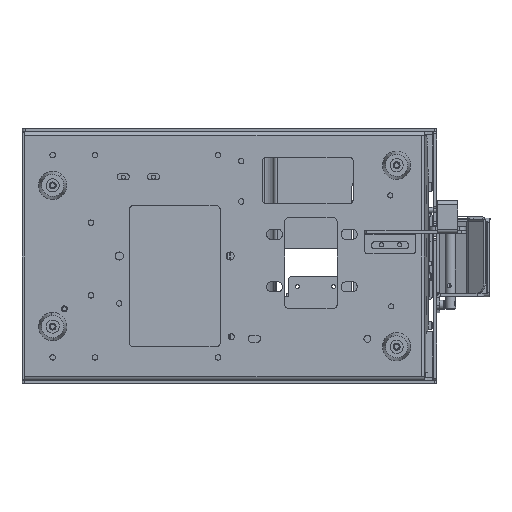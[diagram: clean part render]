
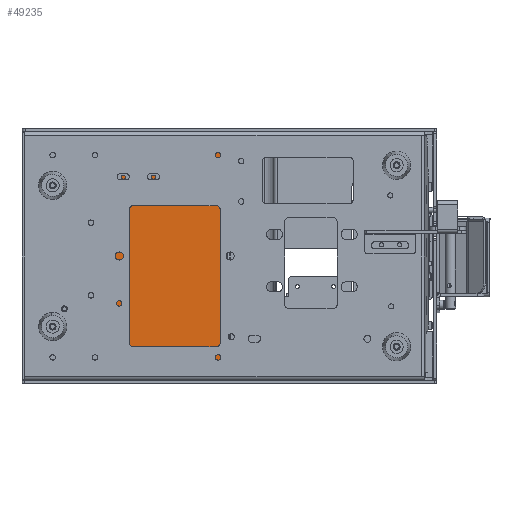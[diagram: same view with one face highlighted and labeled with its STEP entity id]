
A CAD part, left-side view. The second image highlights one B-rep face of the part: STEP entity #49235.
In plain terms, the highlighted planar face has unit normal (1, 0, 0).
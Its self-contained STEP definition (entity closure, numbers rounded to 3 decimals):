
#475 = ORIENTED_EDGE ( 'NONE', *, *, #16999, .F. ) ;
#550 = DIRECTION ( 'NONE',  ( 0., 0., -1. ) ) ;
#2524 = EDGE_LOOP ( 'NONE', ( #27344, #23919 ) ) ;
#2602 = FACE_BOUND ( 'NONE', #2524, .T. ) ;
#2912 = DIRECTION ( 'NONE',  ( 0., 1., 0. ) ) ;
#2975 = ORIENTED_EDGE ( 'NONE', *, *, #42612, .F. ) ;
#3107 = VERTEX_POINT ( 'NONE', #39663 ) ;
#3242 = CARTESIAN_POINT ( 'NONE',  ( 646.859, 694.284, -1415.392 ) ) ;
#3914 = CARTESIAN_POINT ( 'NONE',  ( 646.859, 749.784, -1534.192 ) ) ;
#4114 = EDGE_CURVE ( 'NONE', #34854, #44184, #52554, .T. ) ;
#4781 = CARTESIAN_POINT ( 'NONE',  ( 646.859, 692.284, -1414.792 ) ) ;
#6515 = EDGE_LOOP ( 'NONE', ( #44192, #39889, #2975, #49403, #475, #18567, #36181, #16926 ) ) ;
#7313 = VERTEX_POINT ( 'NONE', #20733 ) ;
#7440 = DIRECTION ( 'NONE',  ( 0., 1., 0. ) ) ;
#7807 = CIRCLE ( 'NONE', #50657, 2. ) ;
#7873 = EDGE_CURVE ( 'NONE', #34854, #32146, #43776, .T. ) ;
#8093 = DIRECTION ( 'NONE',  ( 0., 1., 0. ) ) ;
#10075 = AXIS2_PLACEMENT_3D ( 'NONE', #16463, #45473, #20663 ) ;
#13066 = LINE ( 'NONE', #48586, #33819 ) ;
#13080 = CARTESIAN_POINT ( 'NONE',  ( 646.859, 751.784, -1414.792 ) ) ;
#14423 = CIRCLE ( 'NONE', #51785, 2. ) ;
#14491 = PLANE ( 'NONE',  #17619 ) ;
#15606 = VECTOR ( 'NONE', #550, 1000. ) ;
#15982 = CARTESIAN_POINT ( 'NONE',  ( 646.859, 749.784, -1415.392 ) ) ;
#16463 = CARTESIAN_POINT ( 'NONE',  ( 646.859, 707.034, -1429.792 ) ) ;
#16926 = ORIENTED_EDGE ( 'NONE', *, *, #4114, .T. ) ;
#16999 = EDGE_CURVE ( 'NONE', #7313, #44824, #26628, .T. ) ;
#17619 = AXIS2_PLACEMENT_3D ( 'NONE', #43652, #22994, #52013 ) ;
#18567 = ORIENTED_EDGE ( 'NONE', *, *, #19218, .T. ) ;
#19218 = EDGE_CURVE ( 'NONE', #7313, #32146, #19243, .T. ) ;
#19243 = CIRCLE ( 'NONE', #44974, 2. ) ;
#20051 = CARTESIAN_POINT ( 'NONE',  ( 646.859, 751.784, -1534.192 ) ) ;
#20157 = DIRECTION ( 'NONE',  ( 0., 1., 0. ) ) ;
#20663 = DIRECTION ( 'NONE',  ( 0., -1., 0. ) ) ;
#20733 = CARTESIAN_POINT ( 'NONE',  ( 646.859, 751.784, -1415.392 ) ) ;
#20891 = EDGE_CURVE ( 'NONE', #27189, #22394, #52648, .T. ) ;
#21656 = EDGE_CURVE ( 'NONE', #53714, #44466, #7807, .T. ) ;
#22394 = VERTEX_POINT ( 'NONE', #24596 ) ;
#22994 = DIRECTION ( 'NONE',  ( -1., 0., 0. ) ) ;
#23018 = EDGE_CURVE ( 'NONE', #22394, #27189, #36923, .T. ) ;
#23919 = ORIENTED_EDGE ( 'NONE', *, *, #23018, .F. ) ;
#24409 = DIRECTION ( 'NONE',  ( 1., 0., 0. ) ) ;
#24596 = CARTESIAN_POINT ( 'NONE',  ( 646.859, 715.534, -1429.792 ) ) ;
#26628 = LINE ( 'NONE', #13080, #15606 ) ;
#27189 = VERTEX_POINT ( 'NONE', #30131 ) ;
#27344 = ORIENTED_EDGE ( 'NONE', *, *, #20891, .F. ) ;
#27638 = VECTOR ( 'NONE', #46466, 1000. ) ;
#27723 = DIRECTION ( 'NONE',  ( 1., 0., 0. ) ) ;
#30131 = CARTESIAN_POINT ( 'NONE',  ( 646.859, 698.534, -1429.792 ) ) ;
#32146 = VERTEX_POINT ( 'NONE', #46454 ) ;
#32236 = DIRECTION ( 'NONE',  ( 0., -1., 0. ) ) ;
#32251 = DIRECTION ( 'NONE',  ( 1., 0., 0. ) ) ;
#32452 = EDGE_CURVE ( 'NONE', #53714, #44184, #37394, .T. ) ;
#32761 = VECTOR ( 'NONE', #45846, 1000. ) ;
#32904 = DIRECTION ( 'NONE',  ( 1., 0., 0. ) ) ;
#33341 = CARTESIAN_POINT ( 'NONE',  ( 646.859, 692.034, -1413.392 ) ) ;
#33819 = VECTOR ( 'NONE', #32236, 1000. ) ;
#34854 = VERTEX_POINT ( 'NONE', #49527 ) ;
#35700 = FACE_OUTER_BOUND ( 'NONE', #6515, .T. ) ;
#36181 = ORIENTED_EDGE ( 'NONE', *, *, #7873, .F. ) ;
#36923 = CIRCLE ( 'NONE', #10075, 8.5 ) ;
#37394 = LINE ( 'NONE', #4781, #27638 ) ;
#38281 = AXIS2_PLACEMENT_3D ( 'NONE', #3242, #32251, #7440 ) ;
#38783 = AXIS2_PLACEMENT_3D ( 'NONE', #49272, #24409, #53418 ) ;
#39663 = CARTESIAN_POINT ( 'NONE',  ( 646.859, 749.784, -1536.192 ) ) ;
#39889 = ORIENTED_EDGE ( 'NONE', *, *, #21656, .T. ) ;
#40401 = CARTESIAN_POINT ( 'NONE',  ( 646.859, 692.284, -1534.192 ) ) ;
#42053 = EDGE_CURVE ( 'NONE', #3107, #44824, #14423, .T. ) ;
#42612 = EDGE_CURVE ( 'NONE', #3107, #44466, #13066, .T. ) ;
#43652 = CARTESIAN_POINT ( 'NONE',  ( 646.859, 752.034, -1534.792 ) ) ;
#43776 = LINE ( 'NONE', #33341, #32761 ) ;
#44184 = VERTEX_POINT ( 'NONE', #49300 ) ;
#44192 = ORIENTED_EDGE ( 'NONE', *, *, #32452, .F. ) ;
#44466 = VERTEX_POINT ( 'NONE', #51784 ) ;
#44824 = VERTEX_POINT ( 'NONE', #20051 ) ;
#44974 = AXIS2_PLACEMENT_3D ( 'NONE', #15982, #44973, #20157 ) ;
#44973 = DIRECTION ( 'NONE',  ( 1., 0., 0. ) ) ;
#45473 = DIRECTION ( 'NONE',  ( 1., 0., 0. ) ) ;
#45846 = DIRECTION ( 'NONE',  ( 0., 1., 0. ) ) ;
#46454 = CARTESIAN_POINT ( 'NONE',  ( 646.859, 749.784, -1413.392 ) ) ;
#46466 = DIRECTION ( 'NONE',  ( 0., 0., 1. ) ) ;
#48586 = CARTESIAN_POINT ( 'NONE',  ( 646.859, 692.034, -1536.192 ) ) ;
#49235 = ADVANCED_FACE ( 'NONE', ( #2602, #35700 ), #14491, .F. ) ;
#49272 = CARTESIAN_POINT ( 'NONE',  ( 646.859, 707.034, -1429.792 ) ) ;
#49300 = CARTESIAN_POINT ( 'NONE',  ( 646.859, 692.284, -1415.392 ) ) ;
#49403 = ORIENTED_EDGE ( 'NONE', *, *, #42053, .T. ) ;
#49527 = CARTESIAN_POINT ( 'NONE',  ( 646.859, 694.284, -1413.392 ) ) ;
#50657 = AXIS2_PLACEMENT_3D ( 'NONE', #52617, #27723, #2912 ) ;
#51784 = CARTESIAN_POINT ( 'NONE',  ( 646.859, 694.284, -1536.192 ) ) ;
#51785 = AXIS2_PLACEMENT_3D ( 'NONE', #3914, #32904, #8093 ) ;
#52013 = DIRECTION ( 'NONE',  ( 0., 1., 0. ) ) ;
#52554 = CIRCLE ( 'NONE', #38281, 2. ) ;
#52617 = CARTESIAN_POINT ( 'NONE',  ( 646.859, 694.284, -1534.192 ) ) ;
#52648 = CIRCLE ( 'NONE', #38783, 8.5 ) ;
#53418 = DIRECTION ( 'NONE',  ( 0., -1., 0. ) ) ;
#53714 = VERTEX_POINT ( 'NONE', #40401 ) ;
